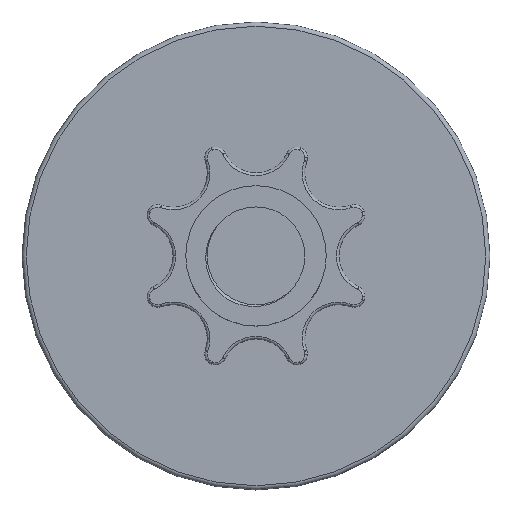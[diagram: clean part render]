
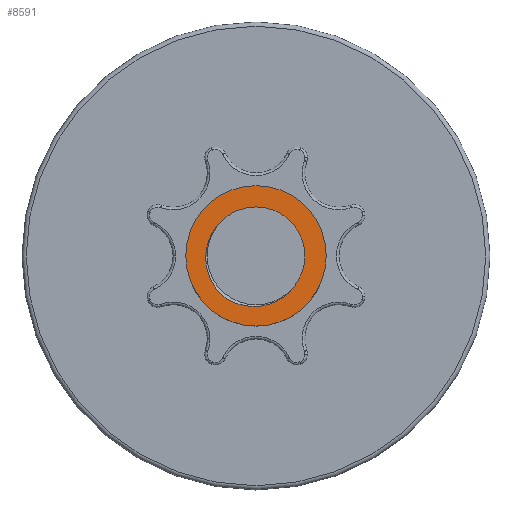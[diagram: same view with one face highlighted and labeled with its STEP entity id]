
A CAD part, top view. The second image highlights one B-rep face of the part: STEP entity #8591.
In plain terms, the highlighted planar face has unit normal (0, 0, 1).
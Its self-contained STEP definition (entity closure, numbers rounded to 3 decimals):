
#8462=CARTESIAN_POINT('',(0.,0.,17.));
#8463=DIRECTION('',(0.,0.,1.));
#8464=DIRECTION('',(1.,0.,0.));
#8465=AXIS2_PLACEMENT_3D('',#8462,#8463,#8464);
#8466=PLANE('',#8465);
#8467=CARTESIAN_POINT('',(-16.5,-0.,17.));
#8468=VERTEX_POINT('',#8467);
#8469=CARTESIAN_POINT('',(0.,0.,17.));
#8470=DIRECTION('',(-0.,-0.,1.));
#8471=DIRECTION('',(-1.,0.,0.));
#8472=AXIS2_PLACEMENT_3D('',#8469,#8470,#8471);
#8473=CIRCLE('',#8472,16.5);
#8474=EDGE_CURVE('',#8468,#8468,#8473,.T.);
#8475=ORIENTED_EDGE('',*,*,#8474,.T.);
#8476=EDGE_LOOP('',(#8475));
#8477=FACE_BOUND('',#8476,.T.);
#8478=CARTESIAN_POINT('',(8.809,-7.393,17.));
#8479=VERTEX_POINT('',#8478);
#8480=CARTESIAN_POINT('',(-7.845,-9.353,17.));
#8481=VERTEX_POINT('',#8480);
#8482=CARTESIAN_POINT('',(8.809,-7.393,17.));
#8483=CARTESIAN_POINT('',(8.569,-7.702,17.));
#8484=CARTESIAN_POINT('',(8.315,-7.998,17.));
#8485=CARTESIAN_POINT('',(8.046,-8.28,17.));
#8486=CARTESIAN_POINT('',(7.777,-8.563,17.));
#8487=CARTESIAN_POINT('',(7.493,-8.833,17.));
#8488=CARTESIAN_POINT('',(7.197,-9.086,17.));
#8489=CARTESIAN_POINT('',(6.605,-9.594,17.));
#8490=CARTESIAN_POINT('',(5.971,-10.035,17.));
#8491=CARTESIAN_POINT('',(5.296,-10.412,17.));
#8492=CARTESIAN_POINT('',(4.958,-10.6,17.));
#8493=CARTESIAN_POINT('',(4.61,-10.772,17.));
#8494=CARTESIAN_POINT('',(4.252,-10.928,17.));
#8495=CARTESIAN_POINT('',(3.893,-11.083,17.));
#8496=CARTESIAN_POINT('',(3.528,-11.22,17.));
#8497=CARTESIAN_POINT('',(3.159,-11.339,17.));
#8498=CARTESIAN_POINT('',(2.422,-11.575,17.));
#8499=CARTESIAN_POINT('',(1.667,-11.737,17.));
#8500=CARTESIAN_POINT('',(0.895,-11.825,17.));
#8501=CARTESIAN_POINT('',(0.509,-11.869,17.));
#8502=CARTESIAN_POINT('',(0.116,-11.894,17.));
#8503=CARTESIAN_POINT('',(-0.272,-11.9,17.));
#8504=CARTESIAN_POINT('',(-0.66,-11.906,17.));
#8505=CARTESIAN_POINT('',(-1.047,-11.893,17.));
#8506=CARTESIAN_POINT('',(-1.432,-11.861,17.));
#8507=CARTESIAN_POINT('',(-1.816,-11.829,17.));
#8508=CARTESIAN_POINT('',(-2.199,-11.779,17.));
#8509=CARTESIAN_POINT('',(-2.58,-11.71,17.));
#8510=CARTESIAN_POINT('',(-2.961,-11.641,17.));
#8511=CARTESIAN_POINT('',(-3.341,-11.553,17.));
#8512=CARTESIAN_POINT('',(-3.717,-11.446,17.));
#8513=CARTESIAN_POINT('',(-4.468,-11.233,17.));
#8514=CARTESIAN_POINT('',(-5.188,-10.95,17.));
#8515=CARTESIAN_POINT('',(-5.877,-10.601,17.));
#8516=CARTESIAN_POINT('',(-6.221,-10.426,17.));
#8517=CARTESIAN_POINT('',(-6.558,-10.235,17.));
#8518=CARTESIAN_POINT('',(-6.886,-10.027,17.));
#8519=CARTESIAN_POINT('',(-7.215,-9.818,17.));
#8520=CARTESIAN_POINT('',(-7.536,-9.593,17.));
#8521=CARTESIAN_POINT('',(-7.845,-9.353,17.));
#8522=B_SPLINE_CURVE_WITH_KNOTS('',3,(#8482,#8483,#8484,#8485,#8486,#8487,#8488,#8489,#8490,#8491,#8492,#8493,#8494,#8495,#8496,#8497,#8498,#8499,#8500,#8501,#8502,#8503,#8504,#8505,#8506,#8507,
#8508,#8509,#8510,#8511,#8512,#8513,#8514,#8515,#8516,#8517,#8518,#8519,#8520,#8521),.UNSPECIFIED.,.F.,.F.,(4,3,3,3,3,3,3,3,3,3,3,3,3,4),(0.,0.001,0.002,0.005,0.006,0.007,0.009,0.011,0.012,0.013,0.014,0.016,0.018,0.019),.UNSPECIFIED.);
#8523=EDGE_CURVE('',#8479,#8481,#8522,.T.);
#8524=ORIENTED_EDGE('',*,*,#8523,.T.);
#8525=CARTESIAN_POINT('',(-8.81,7.391,17.));
#8526=VERTEX_POINT('',#8525);
#8527=CARTESIAN_POINT('',(-7.845,-9.353,17.));
#8528=CARTESIAN_POINT('',(-8.135,-9.09,17.));
#8529=CARTESIAN_POINT('',(-8.411,-8.816,17.));
#8530=CARTESIAN_POINT('',(-8.674,-8.528,17.));
#8531=CARTESIAN_POINT('',(-8.937,-8.24,17.));
#8532=CARTESIAN_POINT('',(-9.187,-7.938,17.));
#8533=CARTESIAN_POINT('',(-9.42,-7.627,17.));
#8534=CARTESIAN_POINT('',(-9.887,-7.004,17.));
#8535=CARTESIAN_POINT('',(-10.289,-6.345,17.));
#8536=CARTESIAN_POINT('',(-10.626,-5.65,17.));
#8537=CARTESIAN_POINT('',(-10.794,-5.303,17.));
#8538=CARTESIAN_POINT('',(-10.946,-4.947,17.));
#8539=CARTESIAN_POINT('',(-11.081,-4.581,17.));
#8540=CARTESIAN_POINT('',(-11.149,-4.399,17.));
#8541=CARTESIAN_POINT('',(-11.212,-4.213,17.));
#8542=CARTESIAN_POINT('',(-11.271,-4.028,17.));
#8543=CARTESIAN_POINT('',(-11.329,-3.842,17.));
#8544=CARTESIAN_POINT('',(-11.383,-3.655,17.));
#8545=CARTESIAN_POINT('',(-11.432,-3.468,17.));
#8546=CARTESIAN_POINT('',(-11.629,-2.719,17.));
#8547=CARTESIAN_POINT('',(-11.752,-1.958,17.));
#8548=CARTESIAN_POINT('',(-11.8,-1.185,17.));
#8549=CARTESIAN_POINT('',(-11.824,-0.799,17.));
#8550=CARTESIAN_POINT('',(-11.829,-0.408,17.));
#8551=CARTESIAN_POINT('',(-11.815,-0.018,17.));
#8552=CARTESIAN_POINT('',(-11.801,0.372,17.));
#8553=CARTESIAN_POINT('',(-11.767,0.761,17.));
#8554=CARTESIAN_POINT('',(-11.714,1.147,17.));
#8555=CARTESIAN_POINT('',(-11.661,1.534,17.));
#8556=CARTESIAN_POINT('',(-11.589,1.919,17.));
#8557=CARTESIAN_POINT('',(-11.498,2.296,17.));
#8558=CARTESIAN_POINT('',(-11.408,2.673,17.));
#8559=CARTESIAN_POINT('',(-11.299,3.044,17.));
#8560=CARTESIAN_POINT('',(-11.173,3.408,17.));
#8561=CARTESIAN_POINT('',(-11.046,3.772,17.));
#8562=CARTESIAN_POINT('',(-10.902,4.13,17.));
#8563=CARTESIAN_POINT('',(-10.739,4.481,17.));
#8564=CARTESIAN_POINT('',(-10.576,4.832,17.));
#8565=CARTESIAN_POINT('',(-10.394,5.178,17.));
#8566=CARTESIAN_POINT('',(-10.195,5.514,17.));
#8567=CARTESIAN_POINT('',(-9.798,6.186,17.));
#8568=CARTESIAN_POINT('',(-9.336,6.812,17.));
#8569=CARTESIAN_POINT('',(-8.81,7.391,17.));
#8570=B_SPLINE_CURVE_WITH_KNOTS('',3,(#8527,#8528,#8529,#8530,#8531,#8532,#8533,#8534,#8535,#8536,#8537,#8538,#8539,#8540,#8541,#8542,#8543,#8544,#8545,#8546,#8547,#8548,#8549,#8550,#8551,#8552,
#8553,#8554,#8555,#8556,#8557,#8558,#8559,#8560,#8561,#8562,#8563,#8564,#8565,#8566,#8567,#8568,#8569),.UNSPECIFIED.,.F.,.F.,(4,3,3,3,3,3,3,3,3,3,3,3,3,3,4),(0.,0.001,0.002,0.005,0.006,0.006,0.007,0.009,0.011,0.012,0.013,0.014,0.015,0.016,0.019),.UNSPECIFIED.);
#8571=EDGE_CURVE('',#8481,#8526,#8570,.T.);
#8572=ORIENTED_EDGE('',*,*,#8571,.T.);
#8573=CARTESIAN_POINT('',(8.81,-7.392,17.));
#8574=VERTEX_POINT('',#8573);
#8575=CARTESIAN_POINT('',(0.,0.,17.));
#8576=DIRECTION('',(-0.,-0.,1.));
#8577=DIRECTION('',(-1.,0.,0.));
#8578=AXIS2_PLACEMENT_3D('',#8575,#8576,#8577);
#8579=CIRCLE('',#8578,11.5);
#8580=EDGE_CURVE('',#8574,#8526,#8579,.T.);
#8581=ORIENTED_EDGE('',*,*,#8580,.F.);
#8582=CARTESIAN_POINT('',(0.,0.,17.));
#8583=DIRECTION('',(-0.,-0.,1.));
#8584=DIRECTION('',(-1.,0.,0.));
#8585=AXIS2_PLACEMENT_3D('',#8582,#8583,#8584);
#8586=CIRCLE('',#8585,11.5);
#8587=EDGE_CURVE('',#8479,#8574,#8586,.T.);
#8588=ORIENTED_EDGE('',*,*,#8587,.F.);
#8589=EDGE_LOOP('',(#8524,#8572,#8581,#8588));
#8590=FACE_BOUND('',#8589,.T.);
#8591=ADVANCED_FACE('',(#8477,#8590),#8466,.T.);
